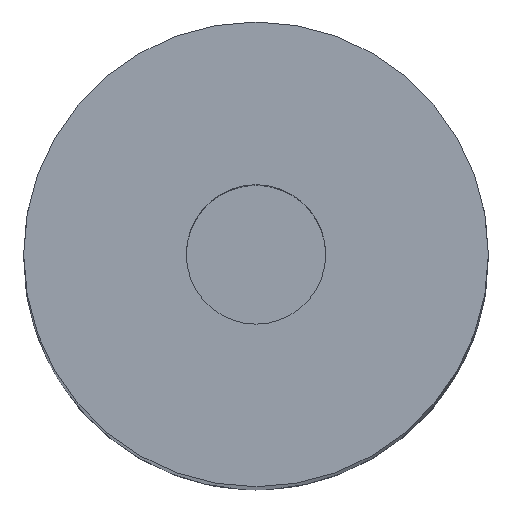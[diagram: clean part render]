
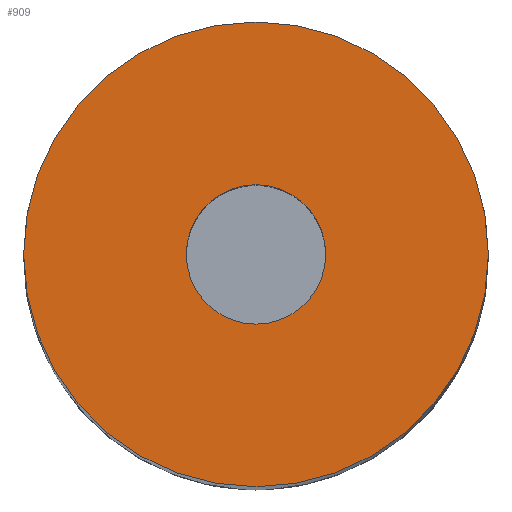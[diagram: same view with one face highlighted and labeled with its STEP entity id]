
A CAD part, top view. The second image highlights one B-rep face of the part: STEP entity #909.
In plain terms, the highlighted planar face has unit normal (0, 0, 1).
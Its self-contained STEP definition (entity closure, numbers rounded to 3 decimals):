
#22 = VERTEX_POINT ( 'NONE', #866 ) ;
#103 = CIRCLE ( 'NONE', #628, 6. ) ;
#122 = AXIS2_PLACEMENT_3D ( 'NONE', #867, #286, #652 ) ;
#144 = EDGE_CURVE ( 'NONE', #538, #22, #103, .T. ) ;
#176 = ORIENTED_EDGE ( 'NONE', *, *, #144, .F. ) ;
#190 = ORIENTED_EDGE ( 'NONE', *, *, #239, .F. ) ;
#197 = DIRECTION ( 'NONE',  ( 0., 0., 1. ) ) ;
#200 = DIRECTION ( 'NONE',  ( 1., 0., 0. ) ) ;
#213 = EDGE_LOOP ( 'NONE', ( #775, #762 ) ) ;
#230 = VERTEX_POINT ( 'NONE', #851 ) ;
#239 = EDGE_CURVE ( 'NONE', #22, #538, #838, .T. ) ;
#286 = DIRECTION ( 'NONE',  ( 0., 0., -1. ) ) ;
#322 = CARTESIAN_POINT ( 'NONE',  ( 0., 0., 160. ) ) ;
#327 = AXIS2_PLACEMENT_3D ( 'NONE', #836, #557, #200 ) ;
#359 = AXIS2_PLACEMENT_3D ( 'NONE', #704, #197, #499 ) ;
#391 = EDGE_CURVE ( 'NONE', #230, #495, #723, .T. ) ;
#495 = VERTEX_POINT ( 'NONE', #778 ) ;
#499 = DIRECTION ( 'NONE',  ( 1., 0., 0. ) ) ;
#513 = FACE_BOUND ( 'NONE', #766, .T. ) ;
#524 = CARTESIAN_POINT ( 'NONE',  ( -6., 0., 160. ) ) ;
#538 = VERTEX_POINT ( 'NONE', #524 ) ;
#557 = DIRECTION ( 'NONE',  ( 0., 0., 1. ) ) ;
#611 = DIRECTION ( 'NONE',  ( 1., 0., 0. ) ) ;
#613 = CARTESIAN_POINT ( 'NONE',  ( 0., 0., 160. ) ) ;
#628 = AXIS2_PLACEMENT_3D ( 'NONE', #322, #748, #611 ) ;
#652 = DIRECTION ( 'NONE',  ( -1., 0., 0. ) ) ;
#661 = EDGE_CURVE ( 'NONE', #495, #230, #893, .T. ) ;
#682 = DIRECTION ( 'NONE',  ( 1., 0., 0. ) ) ;
#704 = CARTESIAN_POINT ( 'NONE',  ( 0., 0., 160. ) ) ;
#723 = CIRCLE ( 'NONE', #327, 20. ) ;
#748 = DIRECTION ( 'NONE',  ( 0., 0., 1. ) ) ;
#757 = DIRECTION ( 'NONE',  ( 0., 0., 1. ) ) ;
#762 = ORIENTED_EDGE ( 'NONE', *, *, #661, .T. ) ;
#766 = EDGE_LOOP ( 'NONE', ( #190, #176 ) ) ;
#775 = ORIENTED_EDGE ( 'NONE', *, *, #391, .T. ) ;
#778 = CARTESIAN_POINT ( 'NONE',  ( -20., 0., 160. ) ) ;
#784 = AXIS2_PLACEMENT_3D ( 'NONE', #613, #757, #682 ) ;
#836 = CARTESIAN_POINT ( 'NONE',  ( 0., 0., 160. ) ) ;
#838 = CIRCLE ( 'NONE', #359, 6. ) ;
#851 = CARTESIAN_POINT ( 'NONE',  ( 20., 0., 160. ) ) ;
#866 = CARTESIAN_POINT ( 'NONE',  ( 6., 0., 160. ) ) ;
#867 = CARTESIAN_POINT ( 'NONE',  ( 20., 0., 160. ) ) ;
#893 = CIRCLE ( 'NONE', #784, 20. ) ;
#909 = ADVANCED_FACE ( 'NONE', ( #513, #925 ), #920, .F. ) ;
#920 = PLANE ( 'NONE',  #122 ) ;
#925 = FACE_OUTER_BOUND ( 'NONE', #213, .T. ) ;
